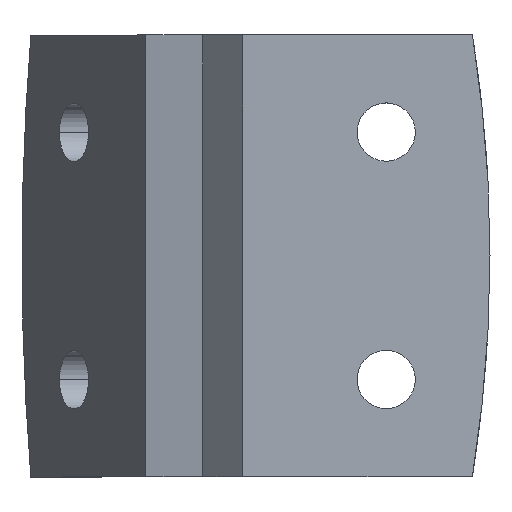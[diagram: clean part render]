
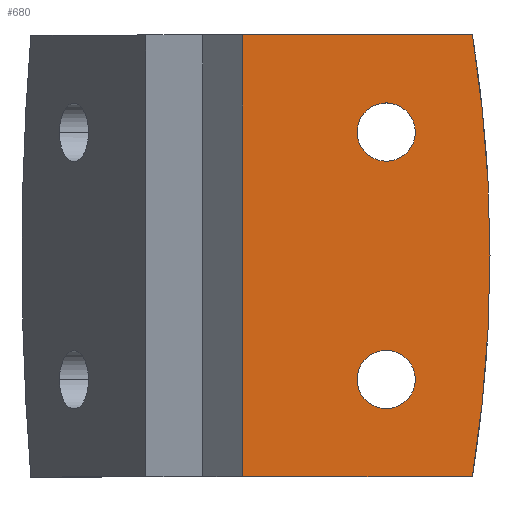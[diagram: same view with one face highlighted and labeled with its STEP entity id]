
A CAD part, top view. The second image highlights one B-rep face of the part: STEP entity #680.
In plain terms, the highlighted planar face has unit normal (0, 0, 1).
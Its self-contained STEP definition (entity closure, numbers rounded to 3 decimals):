
#18 = AXIS2_PLACEMENT_3D ( 'NONE', #1794, #628, #1227 ) ;
#21 = DIRECTION ( 'NONE',  ( 1., 0., 0. ) ) ;
#53 = CARTESIAN_POINT ( 'NONE',  ( 17.5, -14., 10.5 ) ) ;
#69 = FACE_OUTER_BOUND ( 'NONE', #1352, .T. ) ;
#133 = AXIS2_PLACEMENT_3D ( 'NONE', #1363, #1764, #339 ) ;
#162 = AXIS2_PLACEMENT_3D ( 'NONE', #687, #254, #1243 ) ;
#254 = DIRECTION ( 'NONE',  ( 0., 0., -1. ) ) ;
#261 = CARTESIAN_POINT ( 'NONE',  ( 1.25, 25., 10.5 ) ) ;
#265 = DIRECTION ( 'NONE',  ( 0., 0., -1. ) ) ;
#278 = VERTEX_POINT ( 'NONE', #1035 ) ;
#319 = DIRECTION ( 'NONE',  ( 0., 0., -1. ) ) ;
#339 = DIRECTION ( 'NONE',  ( -1., 0., 0. ) ) ;
#343 = AXIS2_PLACEMENT_3D ( 'NONE', #1023, #1182, #897 ) ;
#357 = FACE_BOUND ( 'NONE', #1748, .T. ) ;
#378 = CARTESIAN_POINT ( 'NONE',  ( 1.25, -25., 10.5 ) ) ;
#400 = CIRCLE ( 'NONE', #923, 3.3 ) ;
#466 = CARTESIAN_POINT ( 'NONE',  ( 1.25, 25., 10.5 ) ) ;
#480 = EDGE_CURVE ( 'NONE', #1430, #1759, #953, .T. ) ;
#519 = VERTEX_POINT ( 'NONE', #1543 ) ;
#544 = CARTESIAN_POINT ( 'NONE',  ( -128., 0., 10.5 ) ) ;
#585 = CARTESIAN_POINT ( 'NONE',  ( 29.25, 0., 10.5 ) ) ;
#628 = DIRECTION ( 'NONE',  ( 0., 0., 1. ) ) ;
#670 = CARTESIAN_POINT ( 'NONE',  ( 14.2, 14., 10.5 ) ) ;
#680 = ADVANCED_FACE ( 'NONE', ( #1762, #357, #69 ), #792, .T. ) ;
#687 = CARTESIAN_POINT ( 'NONE',  ( 17.5, -14., 10.5 ) ) ;
#708 = VERTEX_POINT ( 'NONE', #917 ) ;
#741 = VECTOR ( 'NONE', #1407, 1000. ) ;
#750 = EDGE_CURVE ( 'NONE', #1647, #278, #400, .T. ) ;
#792 = PLANE ( 'NONE',  #18 ) ;
#825 = VECTOR ( 'NONE', #958, 1000. ) ;
#843 = ORIENTED_EDGE ( 'NONE', *, *, #1659, .T. ) ;
#849 = EDGE_CURVE ( 'NONE', #1857, #708, #1397, .T. ) ;
#852 = ORIENTED_EDGE ( 'NONE', *, *, #480, .F. ) ;
#897 = DIRECTION ( 'NONE',  ( -1., 0., 0. ) ) ;
#917 = CARTESIAN_POINT ( 'NONE',  ( 27.25, 25., 10.5 ) ) ;
#923 = AXIS2_PLACEMENT_3D ( 'NONE', #53, #319, #1073 ) ;
#953 = CIRCLE ( 'NONE', #1010, 157.25 ) ;
#958 = DIRECTION ( 'NONE',  ( 0., 1., 0. ) ) ;
#971 = EDGE_CURVE ( 'NONE', #519, #1759, #1134, .T. ) ;
#991 = ORIENTED_EDGE ( 'NONE', *, *, #849, .F. ) ;
#1010 = AXIS2_PLACEMENT_3D ( 'NONE', #1815, #265, #1550 ) ;
#1013 = CIRCLE ( 'NONE', #162, 3.3 ) ;
#1023 = CARTESIAN_POINT ( 'NONE',  ( 17.5, 14., 10.5 ) ) ;
#1035 = CARTESIAN_POINT ( 'NONE',  ( 20.8, -14., 10.5 ) ) ;
#1070 = ORIENTED_EDGE ( 'NONE', *, *, #1399, .F. ) ;
#1073 = DIRECTION ( 'NONE',  ( -1., 0., 0. ) ) ;
#1126 = DIRECTION ( 'NONE',  ( -1., 0., 0. ) ) ;
#1134 = LINE ( 'NONE', #1308, #1518 ) ;
#1174 = CARTESIAN_POINT ( 'NONE',  ( 27.25, -25., 10.5 ) ) ;
#1182 = DIRECTION ( 'NONE',  ( 0., 0., -1. ) ) ;
#1227 = DIRECTION ( 'NONE',  ( 1., 0., 0. ) ) ;
#1243 = DIRECTION ( 'NONE',  ( -1., 0., 0. ) ) ;
#1246 = CIRCLE ( 'NONE', #1690, 157.25 ) ;
#1252 = ORIENTED_EDGE ( 'NONE', *, *, #1540, .T. ) ;
#1272 = DIRECTION ( 'NONE',  ( 0., 0., -1. ) ) ;
#1308 = CARTESIAN_POINT ( 'NONE',  ( 1.25, -25., 10.5 ) ) ;
#1337 = CIRCLE ( 'NONE', #343, 3.3 ) ;
#1342 = EDGE_LOOP ( 'NONE', ( #1555, #843 ) ) ;
#1352 = EDGE_LOOP ( 'NONE', ( #1070, #991, #1601, #1480, #852 ) ) ;
#1363 = CARTESIAN_POINT ( 'NONE',  ( 17.5, 14., 10.5 ) ) ;
#1387 = VERTEX_POINT ( 'NONE', #1831 ) ;
#1397 = LINE ( 'NONE', #261, #741 ) ;
#1399 = EDGE_CURVE ( 'NONE', #708, #1430, #1246, .T. ) ;
#1407 = DIRECTION ( 'NONE',  ( 1., 0., 0. ) ) ;
#1430 = VERTEX_POINT ( 'NONE', #585 ) ;
#1480 = ORIENTED_EDGE ( 'NONE', *, *, #971, .T. ) ;
#1483 = CIRCLE ( 'NONE', #133, 3.3 ) ;
#1518 = VECTOR ( 'NONE', #21, 1000. ) ;
#1535 = LINE ( 'NONE', #378, #825 ) ;
#1540 = EDGE_CURVE ( 'NONE', #1622, #1387, #1483, .T. ) ;
#1543 = CARTESIAN_POINT ( 'NONE',  ( 1.25, -25., 10.5 ) ) ;
#1550 = DIRECTION ( 'NONE',  ( -1., 0., 0. ) ) ;
#1555 = ORIENTED_EDGE ( 'NONE', *, *, #750, .T. ) ;
#1601 = ORIENTED_EDGE ( 'NONE', *, *, #1607, .F. ) ;
#1607 = EDGE_CURVE ( 'NONE', #519, #1857, #1535, .T. ) ;
#1622 = VERTEX_POINT ( 'NONE', #670 ) ;
#1647 = VERTEX_POINT ( 'NONE', #1829 ) ;
#1659 = EDGE_CURVE ( 'NONE', #278, #1647, #1013, .T. ) ;
#1690 = AXIS2_PLACEMENT_3D ( 'NONE', #544, #1272, #1126 ) ;
#1701 = ORIENTED_EDGE ( 'NONE', *, *, #1787, .T. ) ;
#1748 = EDGE_LOOP ( 'NONE', ( #1252, #1701 ) ) ;
#1759 = VERTEX_POINT ( 'NONE', #1174 ) ;
#1762 = FACE_BOUND ( 'NONE', #1342, .T. ) ;
#1764 = DIRECTION ( 'NONE',  ( 0., 0., -1. ) ) ;
#1787 = EDGE_CURVE ( 'NONE', #1387, #1622, #1337, .T. ) ;
#1794 = CARTESIAN_POINT ( 'NONE',  ( 1.25, -25., 10.5 ) ) ;
#1815 = CARTESIAN_POINT ( 'NONE',  ( -128., 0., 10.5 ) ) ;
#1829 = CARTESIAN_POINT ( 'NONE',  ( 14.2, -14., 10.5 ) ) ;
#1831 = CARTESIAN_POINT ( 'NONE',  ( 20.8, 14., 10.5 ) ) ;
#1857 = VERTEX_POINT ( 'NONE', #466 ) ;
